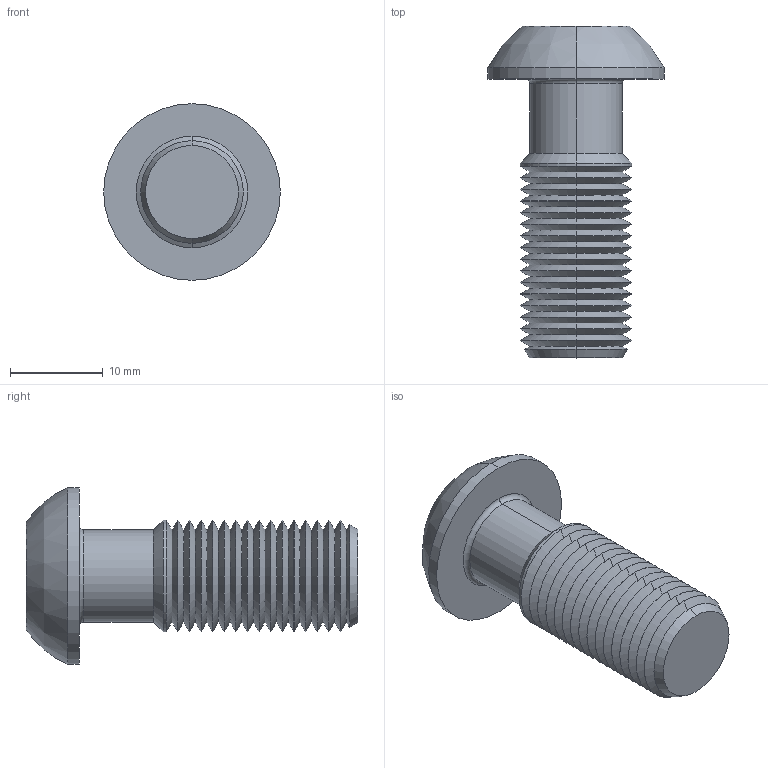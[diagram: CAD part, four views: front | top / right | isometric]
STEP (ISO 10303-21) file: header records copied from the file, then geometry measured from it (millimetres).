
FILE_DESCRIPTION(('FreeCAD Model'),'2;1');
FILE_NAME('Open CASCADE Shape Model','2024-03-19T16:56:23',(''),(''), 'Open CASCADE STEP processor 7.6','FreeCAD','Unknown');
FILE_SCHEMA(('AUTOMOTIVE_DESIGN { 1 0 10303 214 1 1 1 1 }'));
Length unit declared in the file: millimetre
Products named in the file (1): STB10-V1230
Bounding box: 19 x 35.7 x 19 mm (x, y, z)
Volume: 3757.9 mm3; surface area: 2540.9 mm2
Topology: 1 solids, 1 shells, 148 faces, 326 edges, 182 vertices
Faces by surface type: cone 72, cylinder 50, plane 22, torus 2, revolution 2
Entity records: 10396 total; most frequent: CARTESIAN_POINT 3827, DIRECTION 1234, ORIENTED_EDGE 652, PCURVE 652, DEFINITIONAL_REPRESENTATION 652, LINE 646, VECTOR 646, EDGE_CURVE 326
